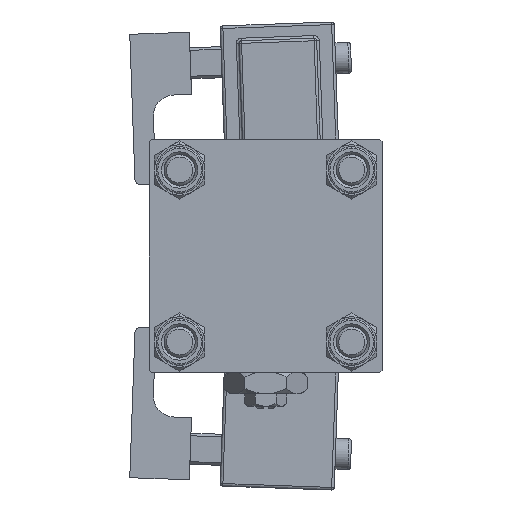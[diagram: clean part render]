
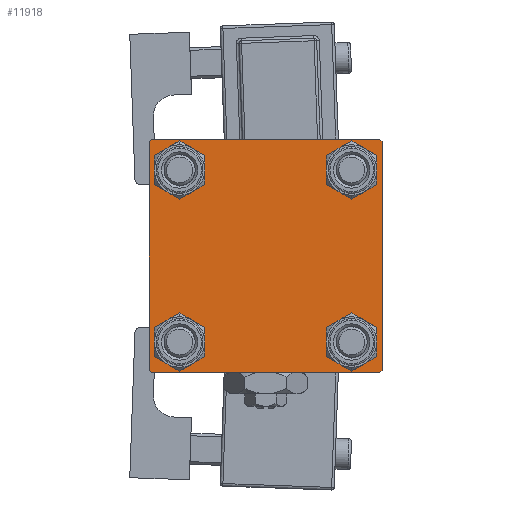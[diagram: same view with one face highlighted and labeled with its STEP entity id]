
A CAD part, left-side view. The second image highlights one B-rep face of the part: STEP entity #11918.
In plain terms, the highlighted planar face has unit normal (-1, 0, 0).
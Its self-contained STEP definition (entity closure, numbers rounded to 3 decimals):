
#380 = ORIENTED_EDGE ( 'NONE', *, *, #41005, .T. ) ;
#482 = ORIENTED_EDGE ( 'NONE', *, *, #39844, .T. ) ;
#483 = VECTOR ( 'NONE', #31011, 1000. ) ;
#628 = CIRCLE ( 'NONE', #16860, 3.5 ) ;
#1348 = CIRCLE ( 'NONE', #26587, 3.5 ) ;
#1671 = LINE ( 'NONE', #43984, #483 ) ;
#1796 = EDGE_LOOP ( 'NONE', ( #10028, #24622 ) ) ;
#2802 = EDGE_CURVE ( 'NONE', #31206, #55301, #1348, .T. ) ;
#2934 = CARTESIAN_POINT ( 'NONE',  ( 0., 22.5, -22. ) ) ;
#3121 = CARTESIAN_POINT ( 'NONE',  ( 0., -22., 22.5 ) ) ;
#3139 = DIRECTION ( 'NONE',  ( 1., 0., 0. ) ) ;
#3800 = ORIENTED_EDGE ( 'NONE', *, *, #38343, .T. ) ;
#3879 = DIRECTION ( 'NONE',  ( -1., 0., 0. ) ) ;
#4341 = VECTOR ( 'NONE', #43045, 1000. ) ;
#4664 = VERTEX_POINT ( 'NONE', #17475 ) ;
#5577 = DIRECTION ( 'NONE',  ( 0., 0., 1. ) ) ;
#6020 = EDGE_LOOP ( 'NONE', ( #22529, #6611, #482, #44691, #18993, #11428, #36520, #29274 ) ) ;
#6044 = ORIENTED_EDGE ( 'NONE', *, *, #16826, .T. ) ;
#6314 = CARTESIAN_POINT ( 'NONE',  ( 0., -22.5, 22.5 ) ) ;
#6611 = ORIENTED_EDGE ( 'NONE', *, *, #47376, .T. ) ;
#6713 = DIRECTION ( 'NONE',  ( 1., 0., 0. ) ) ;
#6976 = DIRECTION ( 'NONE',  ( 1., 0., 0. ) ) ;
#7402 = CARTESIAN_POINT ( 'NONE',  ( 0., -22.25, 22.25 ) ) ;
#7542 = FACE_OUTER_BOUND ( 'NONE', #6020, .T. ) ;
#7828 = EDGE_CURVE ( 'NONE', #29799, #8628, #26368, .T. ) ;
#8111 = DIRECTION ( 'NONE',  ( 0., 0., 1. ) ) ;
#8628 = VERTEX_POINT ( 'NONE', #2934 ) ;
#9932 = EDGE_CURVE ( 'NONE', #11140, #4664, #628, .T. ) ;
#10028 = ORIENTED_EDGE ( 'NONE', *, *, #19154, .T. ) ;
#10260 = CARTESIAN_POINT ( 'NONE',  ( 0., 22.5, -22.5 ) ) ;
#11088 = DIRECTION ( 'NONE',  ( 0., -1., 0. ) ) ;
#11140 = VERTEX_POINT ( 'NONE', #40492 ) ;
#11185 = VECTOR ( 'NONE', #37315, 1000. ) ;
#11428 = ORIENTED_EDGE ( 'NONE', *, *, #45011, .T. ) ;
#11491 = DIRECTION ( 'NONE',  ( 0., 0., 1. ) ) ;
#11519 = CIRCLE ( 'NONE', #20507, 3.5 ) ;
#11918 = ADVANCED_FACE ( 'NONE', ( #25308, #16862, #47030, #46751, #7542 ), #42521, .T. ) ;
#12336 = CARTESIAN_POINT ( 'NONE',  ( 0., -16.6, 13.1 ) ) ;
#12427 = EDGE_CURVE ( 'NONE', #35776, #44868, #11519, .T. ) ;
#13399 = CARTESIAN_POINT ( 'NONE',  ( 0., -16.6, 16.6 ) ) ;
#13465 = CIRCLE ( 'NONE', #23351, 3.5 ) ;
#14238 = VERTEX_POINT ( 'NONE', #22148 ) ;
#14801 = LINE ( 'NONE', #6314, #44415 ) ;
#16571 = CARTESIAN_POINT ( 'NONE',  ( 0., 0., 0. ) ) ;
#16826 = EDGE_CURVE ( 'NONE', #55301, #31206, #43282, .T. ) ;
#16860 = AXIS2_PLACEMENT_3D ( 'NONE', #54147, #20016, #32153 ) ;
#16862 = FACE_BOUND ( 'NONE', #55729, .T. ) ;
#17475 = CARTESIAN_POINT ( 'NONE',  ( 0., 16.6, -13.1 ) ) ;
#17623 = VERTEX_POINT ( 'NONE', #3121 ) ;
#18126 = ORIENTED_EDGE ( 'NONE', *, *, #9932, .T. ) ;
#18833 = DIRECTION ( 'NONE',  ( 1., 0., 0. ) ) ;
#18993 = ORIENTED_EDGE ( 'NONE', *, *, #52904, .F. ) ;
#19154 = EDGE_CURVE ( 'NONE', #44868, #35776, #24399, .T. ) ;
#19824 = DIRECTION ( 'NONE',  ( 0., 0.707, 0.707 ) ) ;
#20016 = DIRECTION ( 'NONE',  ( 1., 0., 0. ) ) ;
#20052 = VECTOR ( 'NONE', #53784, 1000. ) ;
#20107 = CARTESIAN_POINT ( 'NONE',  ( 0., -22.25, -22.25 ) ) ;
#20344 = DIRECTION ( 'NONE',  ( 0., 0., 1. ) ) ;
#20507 = AXIS2_PLACEMENT_3D ( 'NONE', #13399, #30593, #47795 ) ;
#20739 = AXIS2_PLACEMENT_3D ( 'NONE', #29047, #49935, #41196 ) ;
#22148 = CARTESIAN_POINT ( 'NONE',  ( 0., -22.5, -22. ) ) ;
#22529 = ORIENTED_EDGE ( 'NONE', *, *, #7828, .T. ) ;
#23270 = AXIS2_PLACEMENT_3D ( 'NONE', #28423, #6713, #11491 ) ;
#23351 = AXIS2_PLACEMENT_3D ( 'NONE', #49027, #6976, #40562 ) ;
#23762 = CARTESIAN_POINT ( 'NONE',  ( 0., 22., 22.5 ) ) ;
#24050 = LINE ( 'NONE', #10260, #46714 ) ;
#24399 = CIRCLE ( 'NONE', #54125, 3.5 ) ;
#24622 = ORIENTED_EDGE ( 'NONE', *, *, #12427, .T. ) ;
#25270 = DIRECTION ( 'NONE',  ( 0., 0., 1. ) ) ;
#25308 = FACE_BOUND ( 'NONE', #1796, .T. ) ;
#26368 = LINE ( 'NONE', #39074, #4341 ) ;
#26587 = AXIS2_PLACEMENT_3D ( 'NONE', #31798, #18833, #5577 ) ;
#26768 = CARTESIAN_POINT ( 'NONE',  ( 0., 22.5, 22. ) ) ;
#26973 = VERTEX_POINT ( 'NONE', #28664 ) ;
#27722 = CARTESIAN_POINT ( 'NONE',  ( 0., -16.6, 20.1 ) ) ;
#28023 = DIRECTION ( 'NONE',  ( 0., 0., -1. ) ) ;
#28105 = CARTESIAN_POINT ( 'NONE',  ( 0., 22.25, -22.25 ) ) ;
#28423 = CARTESIAN_POINT ( 'NONE',  ( 0., 16.6, 16.6 ) ) ;
#28664 = CARTESIAN_POINT ( 'NONE',  ( 0., 16.6, 20.1 ) ) ;
#29047 = CARTESIAN_POINT ( 'NONE',  ( 0., -16.6, -16.6 ) ) ;
#29274 = ORIENTED_EDGE ( 'NONE', *, *, #38426, .T. ) ;
#29398 = EDGE_CURVE ( 'NONE', #46461, #14238, #45221, .T. ) ;
#29799 = VERTEX_POINT ( 'NONE', #26768 ) ;
#30593 = DIRECTION ( 'NONE',  ( 1., 0., 0. ) ) ;
#31011 = DIRECTION ( 'NONE',  ( 0., -1., 0. ) ) ;
#31206 = VERTEX_POINT ( 'NONE', #34133 ) ;
#31798 = CARTESIAN_POINT ( 'NONE',  ( 0., -16.6, -16.6 ) ) ;
#32153 = DIRECTION ( 'NONE',  ( 0., 0., 1. ) ) ;
#32160 = EDGE_CURVE ( 'NONE', #38967, #17623, #1671, .T. ) ;
#32303 = CIRCLE ( 'NONE', #23270, 3.5 ) ;
#34133 = CARTESIAN_POINT ( 'NONE',  ( 0., -16.6, -20.1 ) ) ;
#35085 = AXIS2_PLACEMENT_3D ( 'NONE', #46008, #3139, #20344 ) ;
#35089 = VECTOR ( 'NONE', #41950, 1000. ) ;
#35722 = EDGE_CURVE ( 'NONE', #49146, #26973, #32303, .T. ) ;
#35776 = VERTEX_POINT ( 'NONE', #12336 ) ;
#36520 = ORIENTED_EDGE ( 'NONE', *, *, #32160, .F. ) ;
#36530 = ORIENTED_EDGE ( 'NONE', *, *, #35722, .T. ) ;
#36577 = LINE ( 'NONE', #28105, #20052 ) ;
#37315 = DIRECTION ( 'NONE',  ( 0., -0.707, 0.707 ) ) ;
#38343 = EDGE_CURVE ( 'NONE', #26973, #49146, #13465, .T. ) ;
#38426 = EDGE_CURVE ( 'NONE', #38967, #29799, #47023, .T. ) ;
#38528 = DIRECTION ( 'NONE',  ( 1., 0., 0. ) ) ;
#38967 = VERTEX_POINT ( 'NONE', #23762 ) ;
#39074 = CARTESIAN_POINT ( 'NONE',  ( 0., 22.5, 22.5 ) ) ;
#39407 = CARTESIAN_POINT ( 'NONE',  ( 0., 16.6, 13.1 ) ) ;
#39844 = EDGE_CURVE ( 'NONE', #48888, #46461, #24050, .T. ) ;
#40382 = CARTESIAN_POINT ( 'NONE',  ( 0., -22.5, 22. ) ) ;
#40468 = CIRCLE ( 'NONE', #35085, 3.5 ) ;
#40492 = CARTESIAN_POINT ( 'NONE',  ( 0., 16.6, -20.1 ) ) ;
#40562 = DIRECTION ( 'NONE',  ( 0., 0., 1. ) ) ;
#40597 = CARTESIAN_POINT ( 'NONE',  ( 0., 22., -22.5 ) ) ;
#41005 = EDGE_CURVE ( 'NONE', #4664, #11140, #40468, .T. ) ;
#41196 = DIRECTION ( 'NONE',  ( 0., 0., 1. ) ) ;
#41266 = LINE ( 'NONE', #7402, #55056 ) ;
#41950 = DIRECTION ( 'NONE',  ( 0., 0.707, -0.707 ) ) ;
#42521 = PLANE ( 'NONE',  #45754 ) ;
#43045 = DIRECTION ( 'NONE',  ( 0., 0., -1. ) ) ;
#43282 = CIRCLE ( 'NONE', #20739, 3.5 ) ;
#43984 = CARTESIAN_POINT ( 'NONE',  ( 0., 22.5, 22.5 ) ) ;
#44415 = VECTOR ( 'NONE', #28023, 1000. ) ;
#44691 = ORIENTED_EDGE ( 'NONE', *, *, #29398, .T. ) ;
#44727 = CARTESIAN_POINT ( 'NONE',  ( 0., -16.6, -13.1 ) ) ;
#44868 = VERTEX_POINT ( 'NONE', #27722 ) ;
#45011 = EDGE_CURVE ( 'NONE', #45640, #17623, #41266, .T. ) ;
#45221 = LINE ( 'NONE', #20107, #11185 ) ;
#45640 = VERTEX_POINT ( 'NONE', #40382 ) ;
#45754 = AXIS2_PLACEMENT_3D ( 'NONE', #16571, #3879, #8111 ) ;
#46008 = CARTESIAN_POINT ( 'NONE',  ( 0., 16.6, -16.6 ) ) ;
#46177 = CARTESIAN_POINT ( 'NONE',  ( 0., 22.25, 22.25 ) ) ;
#46461 = VERTEX_POINT ( 'NONE', #50523 ) ;
#46714 = VECTOR ( 'NONE', #11088, 1000. ) ;
#46751 = FACE_BOUND ( 'NONE', #48761, .T. ) ;
#47023 = LINE ( 'NONE', #46177, #35089 ) ;
#47030 = FACE_BOUND ( 'NONE', #51500, .T. ) ;
#47376 = EDGE_CURVE ( 'NONE', #8628, #48888, #36577, .T. ) ;
#47795 = DIRECTION ( 'NONE',  ( 0., 0., 1. ) ) ;
#48761 = EDGE_LOOP ( 'NONE', ( #3800, #36530 ) ) ;
#48888 = VERTEX_POINT ( 'NONE', #40597 ) ;
#49027 = CARTESIAN_POINT ( 'NONE',  ( 0., 16.6, 16.6 ) ) ;
#49146 = VERTEX_POINT ( 'NONE', #39407 ) ;
#49670 = ORIENTED_EDGE ( 'NONE', *, *, #2802, .T. ) ;
#49935 = DIRECTION ( 'NONE',  ( 1., 0., 0. ) ) ;
#50523 = CARTESIAN_POINT ( 'NONE',  ( 0., -22., -22.5 ) ) ;
#51500 = EDGE_LOOP ( 'NONE', ( #380, #18126 ) ) ;
#51504 = CARTESIAN_POINT ( 'NONE',  ( 0., -16.6, 16.6 ) ) ;
#52904 = EDGE_CURVE ( 'NONE', #45640, #14238, #14801, .T. ) ;
#53784 = DIRECTION ( 'NONE',  ( 0., -0.707, -0.707 ) ) ;
#54125 = AXIS2_PLACEMENT_3D ( 'NONE', #51504, #38528, #25270 ) ;
#54147 = CARTESIAN_POINT ( 'NONE',  ( 0., 16.6, -16.6 ) ) ;
#55056 = VECTOR ( 'NONE', #19824, 1000. ) ;
#55301 = VERTEX_POINT ( 'NONE', #44727 ) ;
#55729 = EDGE_LOOP ( 'NONE', ( #6044, #49670 ) ) ;
